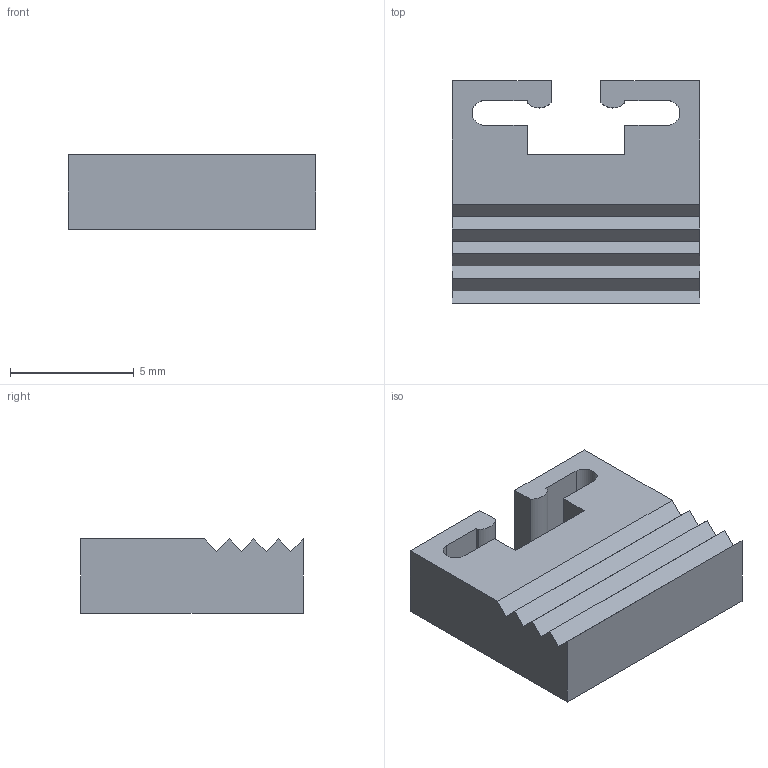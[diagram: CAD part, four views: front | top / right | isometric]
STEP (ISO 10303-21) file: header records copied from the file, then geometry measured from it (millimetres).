
FILE_DESCRIPTION (( 'STEP AP214' ), '1' );
FILE_NAME ('Clamp-part2(moving)-Base9x10mm_100913(01)_C.step', '2022-09-21T08:36:20', ( '' ), ( '' ), 'SwSTEP 2.0', 'SolidWorks 2021', '' );
FILE_SCHEMA (( 'AUTOMOTIVE_DESIGN' ));
Length unit declared in the file: millimetre
Products named in the file (1): Clamp-part2(moving)-Base9x10mm_100913(01)_C
Bounding box: 10 x 9 x 3 mm (x, y, z)
Volume: 217.8 mm3; surface area: 336 mm2
Topology: 1 solids, 1 shells, 30 faces, 84 edges, 56 vertices
Faces by surface type: plane 26, cylinder 4
Entity records: 990 total; most frequent: CARTESIAN_POINT 171, ORIENTED_EDGE 168, DIRECTION 154, EDGE_CURVE 84, VECTOR 76, LINE 76, VERTEX_POINT 56, AXIS2_PLACEMENT_3D 39
